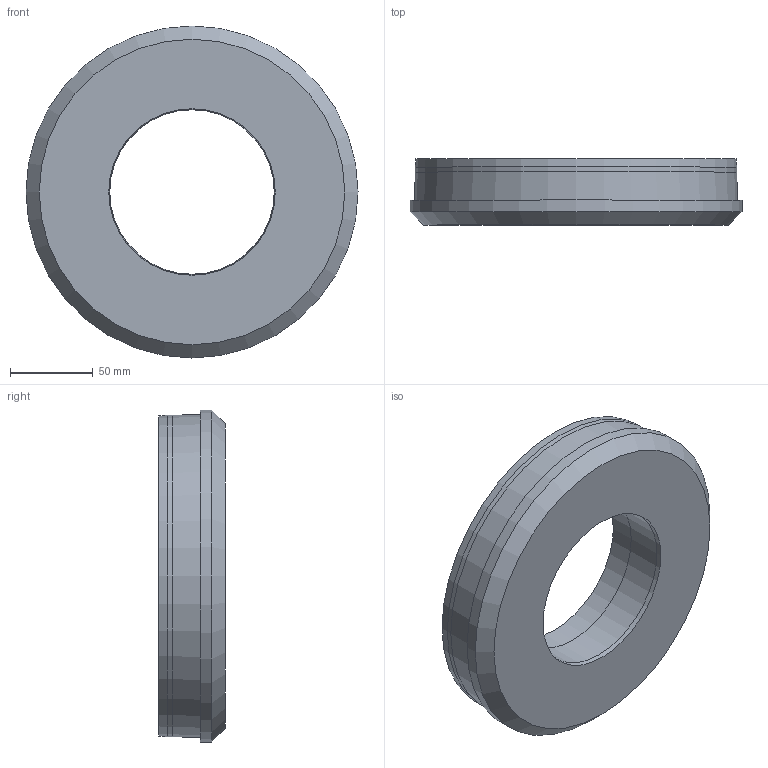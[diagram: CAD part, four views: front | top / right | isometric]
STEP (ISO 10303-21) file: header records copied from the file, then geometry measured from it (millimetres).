
FILE_DESCRIPTION(/* description */ ('','CAx-IF Rec.Pracs.---Representation and Presentation of Product Manufacturing Information (PMI)---4.0---2014-10-13'),/* implementation_level */ '2;1');
FILE_NAME(/* name */ 'MK2_EU_8inch_outlet-100mm.stp',/* time_stamp */ '2025-08-16T10:08:05+02:00',/* author */ ('Capturing Dust'),/* organization */ ('Makerr.Studio'),/* preprocessor_version */ 'ST-DEVELOPER v18.1',/* originating_system */ 'Autodesk Inventor 2021',/* authorisation */ '');
FILE_SCHEMA (('AP242_MANAGED_MODEL_BASED_3D_ENGINEERING_MIM_LF { 1 0 10303 442 1 1 4 }'));
Length unit declared in the file: millimetre
Products named in the file (1): MK2_EU_8inch_outlet-100mm
Bounding box: 200.59 x 40 x 200.59 mm (x, y, z)
Volume: 883144.2 mm3; surface area: 81270.4 mm2
Topology: 1 solids, 1 shells, 11 faces, 19 edges, 11 vertices
Faces by surface type: cone 5, plane 3, cylinder 3
Full cylindrical faces by diameter (mm): 100 x1, 194.338 x1, 200.588 x1
Entity records: 309 total; most frequent: DIRECTION 54, CARTESIAN_POINT 42, ORIENTED_EDGE 38, AXIS2_PLACEMENT_3D 23, EDGE_CURVE 19, EDGE_LOOP 14, FACE_OUTER_BOUND 11, CIRCLE 11
